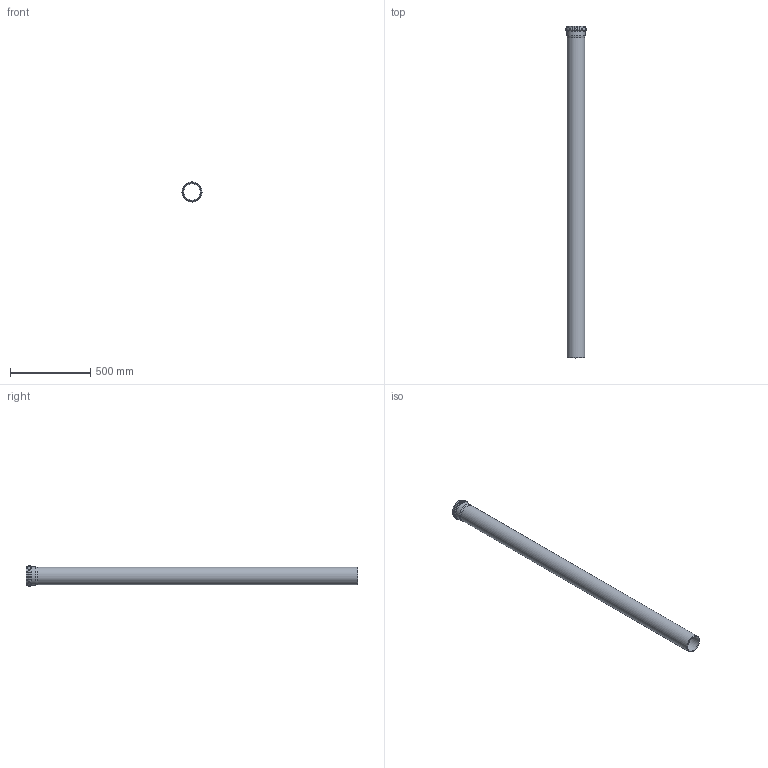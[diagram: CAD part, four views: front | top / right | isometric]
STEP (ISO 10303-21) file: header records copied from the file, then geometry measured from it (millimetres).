
FILE_DESCRIPTION(/* description */ (''),/* implementation_level */ '2;1');
FILE_NAME(/* name */ '240020 KGEM Passlängen SN 4 DN_OD 110x2000 GRIS.stp',/* time_stamp */ '2018-09-21T08:37:38+02:00',/* author */ ('user1'),/* organization */ (''),/* preprocessor_version */ 'ST-DEVELOPER v16.1',/* originating_system */ 'Autodesk Inventor 2016',/* authorisation */ '');
FILE_SCHEMA (('AUTOMOTIVE_DESIGN { 1 0 10303 214 3 1 1 }'));
Length unit declared in the file: millimetre
Products named in the file (1): 240020 KGEM Passlängen SN 4 DN_OD 110x2000 GRIS
Bounding box: 125.6 x 2064 x 125.6 mm (x, y, z)
Volume: 2411867.5 mm3; surface area: 1391214.8 mm2
Topology: 1 solids, 1 shells, 21 faces, 46 edges, 27 vertices
Faces by surface type: torus 8, cylinder 8, cone 3, plane 2
Full cylindrical faces by diameter (mm): 103.15 x1, 110.15 x1, 110.65 x2, 116.05 x2, 120.8 x1, 125.6 x1
Entity records: 452 total; most frequent: DIRECTION 86, CARTESIAN_POINT 64, AXIS2_PLACEMENT_3D 43, EDGE_LOOP 42, ORIENTED_EDGE 42, FACE_BOUND 21, FACE_OUTER_BOUND 21, CIRCLE 21
